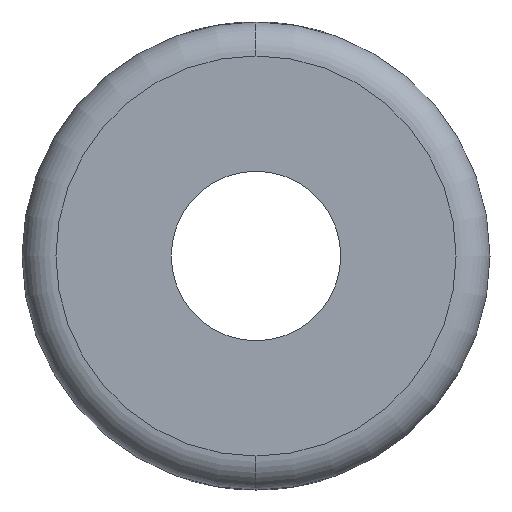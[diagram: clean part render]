
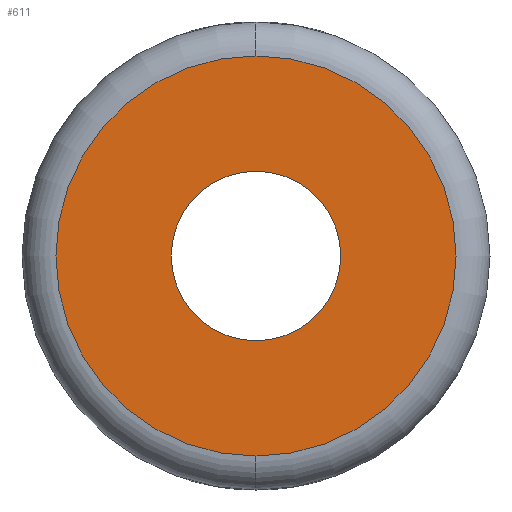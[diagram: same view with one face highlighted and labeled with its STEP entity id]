
A CAD part, left-side view. The second image highlights one B-rep face of the part: STEP entity #611.
In plain terms, the highlighted planar face has unit normal (-1, 0, 0).
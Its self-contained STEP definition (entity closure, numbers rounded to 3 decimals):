
#6 = DIRECTION ( 'NONE',  ( -1., 0., 0. ) ) ;
#25 = DIRECTION ( 'NONE',  ( -1., 0., 0. ) ) ;
#26 = DIRECTION ( 'NONE',  ( 0., 0., -1. ) ) ;
#116 = FACE_BOUND ( 'NONE', #954, .T. ) ;
#148 = DIRECTION ( 'NONE',  ( 0., 0., -1. ) ) ;
#179 = CIRCLE ( 'NONE', #404, 5.9 ) ;
#231 = VERTEX_POINT ( 'NONE', #459 ) ;
#239 = CIRCLE ( 'NONE', #1053, 5.9 ) ;
#312 = AXIS2_PLACEMENT_3D ( 'NONE', #1027, #6, #360 ) ;
#341 = VERTEX_POINT ( 'NONE', #750 ) ;
#360 = DIRECTION ( 'NONE',  ( 0., 0., 1. ) ) ;
#377 = EDGE_CURVE ( 'NONE', #231, #416, #179, .T. ) ;
#399 = EDGE_CURVE ( 'NONE', #963, #341, #1050, .T. ) ;
#403 = CARTESIAN_POINT ( 'NONE',  ( -12., 0., 5.9 ) ) ;
#404 = AXIS2_PLACEMENT_3D ( 'NONE', #1020, #937, #148 ) ;
#410 = ORIENTED_EDGE ( 'NONE', *, *, #399, .F. ) ;
#416 = VERTEX_POINT ( 'NONE', #403 ) ;
#455 = CARTESIAN_POINT ( 'NONE',  ( -12., 0., 0. ) ) ;
#459 = CARTESIAN_POINT ( 'NONE',  ( -12., 0., -5.9 ) ) ;
#497 = DIRECTION ( 'NONE',  ( 0., 0., 1. ) ) ;
#556 = PLANE ( 'NONE',  #641 ) ;
#561 = AXIS2_PLACEMENT_3D ( 'NONE', #748, #1088, #497 ) ;
#564 = ORIENTED_EDGE ( 'NONE', *, *, #823, .T. ) ;
#575 = ORIENTED_EDGE ( 'NONE', *, *, #377, .T. ) ;
#611 = ADVANCED_FACE ( 'NONE', ( #653, #116 ), #556, .F. ) ;
#641 = AXIS2_PLACEMENT_3D ( 'NONE', #455, #804, #26 ) ;
#653 = FACE_OUTER_BOUND ( 'NONE', #828, .T. ) ;
#658 = CARTESIAN_POINT ( 'NONE',  ( -12., 0., -2.5 ) ) ;
#748 = CARTESIAN_POINT ( 'NONE',  ( -12., 0., 0. ) ) ;
#750 = CARTESIAN_POINT ( 'NONE',  ( -12., 0., 2.5 ) ) ;
#767 = EDGE_CURVE ( 'NONE', #341, #963, #1013, .T. ) ;
#804 = DIRECTION ( 'NONE',  ( 1., 0., 0. ) ) ;
#823 = EDGE_CURVE ( 'NONE', #416, #231, #239, .T. ) ;
#828 = EDGE_LOOP ( 'NONE', ( #575, #564 ) ) ;
#835 = ORIENTED_EDGE ( 'NONE', *, *, #767, .F. ) ;
#887 = DIRECTION ( 'NONE',  ( 0., 0., -1. ) ) ;
#937 = DIRECTION ( 'NONE',  ( -1., 0., 0. ) ) ;
#954 = EDGE_LOOP ( 'NONE', ( #835, #410 ) ) ;
#963 = VERTEX_POINT ( 'NONE', #658 ) ;
#991 = CARTESIAN_POINT ( 'NONE',  ( -12., 0., 0. ) ) ;
#1013 = CIRCLE ( 'NONE', #312, 2.5 ) ;
#1020 = CARTESIAN_POINT ( 'NONE',  ( -12., 0., 0. ) ) ;
#1027 = CARTESIAN_POINT ( 'NONE',  ( -12., 0., 0. ) ) ;
#1050 = CIRCLE ( 'NONE', #561, 2.5 ) ;
#1053 = AXIS2_PLACEMENT_3D ( 'NONE', #991, #25, #887 ) ;
#1088 = DIRECTION ( 'NONE',  ( -1., 0., 0. ) ) ;
